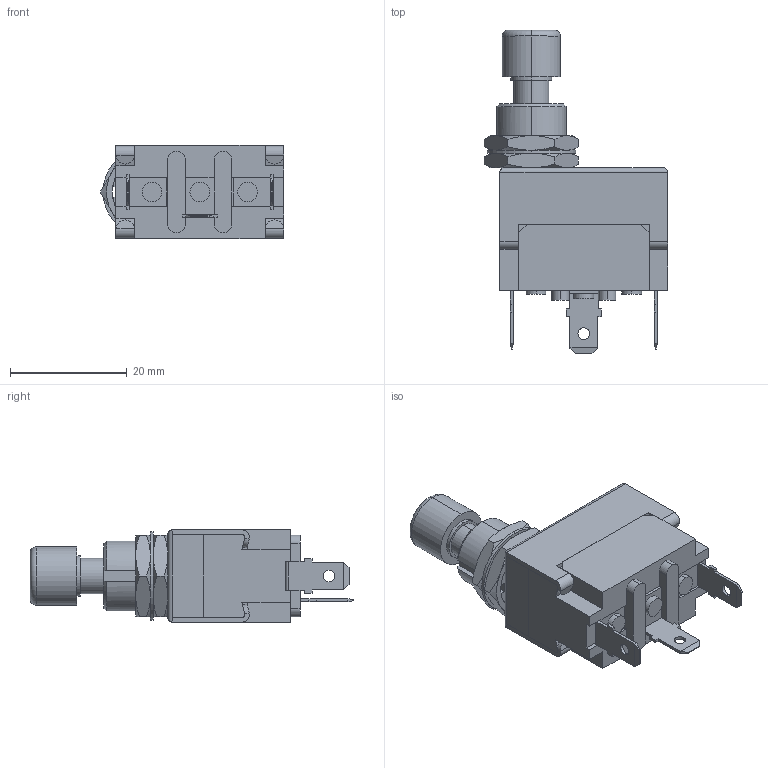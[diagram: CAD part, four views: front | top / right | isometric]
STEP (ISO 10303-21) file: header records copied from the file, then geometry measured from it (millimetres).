
FILE_DESCRIPTION (( 'STEP AP203' ), '1' );
FILE_NAME ('APF04.STEP', '2020-03-16T00:23:03', ( '' ), ( '' ), 'SwSTEP 2.0', 'SolidWorks 2018', '' );
FILE_SCHEMA (( 'CONFIG_CONTROL_DESIGN' ));
Length unit declared in the file: millimetre
Products named in the file (7): 4端子 (Aシリーズ); 壓慻 扨嬌 4抂巕 (A僔儕乕僘); 9801 0063 20(ナット)model; 9803 0458 20(L儚僢僔儍乕)model; 上組 スリーブ組 標準押し釦(APF) (Aシリーズ); 働乕僗 扨嬌 (A僔儕乕僘); APF04
Assembly tree (9 placements, depth 3):
  APF04
    上組 スリーブ組 標準押し釦(APF) (Aシリーズ)
    9801 0063 20(ナット)model  x2
    9803 0458 20(L儚僢僔儍乕)model
    壓慻 扨嬌 4抂巕 (A僔儕乕僘)
      働乕僗 扨嬌 (A僔儕乕僘)
      4端子 (Aシリーズ)  x3
Bounding box: 31.48 x 55.5 x 16 mm (x, y, z)
Volume: 11748.9 mm3; surface area: 7264.5 mm2
Topology: 8 solids, 8 shells, 310 faces, 792 edges, 510 vertices
Faces by surface type: plane 187, cylinder 94, cone 27, torus 2
Entity records: 8008 total; most frequent: CARTESIAN_POINT 1443, DIRECTION 1211, ORIENTED_EDGE 1204, EDGE_CURVE 602, AXIS2_PLACEMENT_3D 412, VERTEX_POINT 390, VECTOR 387, LINE 387
